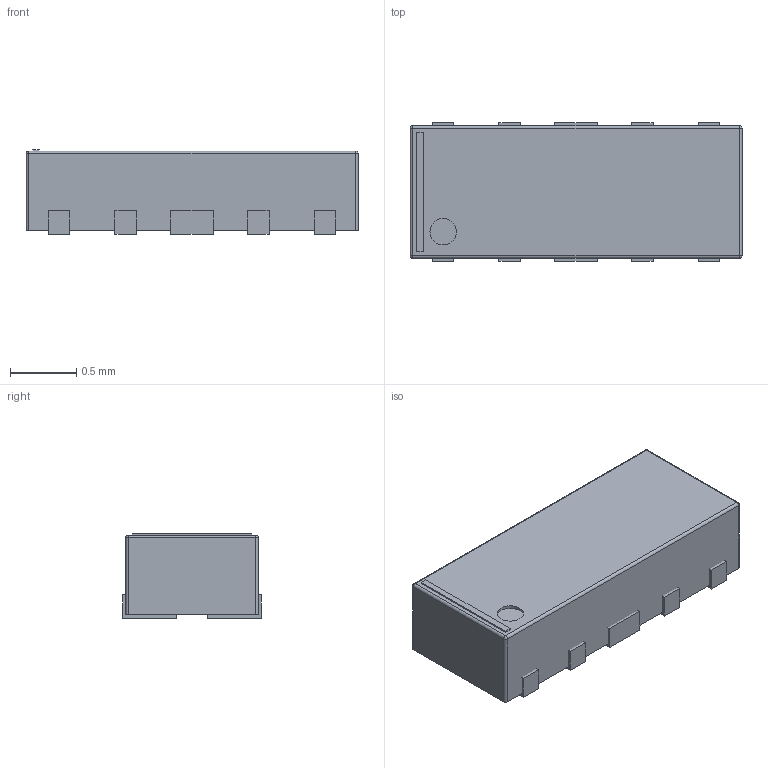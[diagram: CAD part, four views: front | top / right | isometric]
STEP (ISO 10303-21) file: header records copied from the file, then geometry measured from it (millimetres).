
FILE_DESCRIPTION(/* description */ (''),/* implementation_level */ '2;1');
FILE_NAME(/* name */ 'SP1004U-ULC-04UTG v6.step',/* time_stamp */ '2023-02-07T14:35:11+03:00',/* author */ (''),/* organization */ (''),/* preprocessor_version */ 'ST-DEVELOPER v19.2',/* originating_system */ 'Autodesk Translation Framework v11.17.0.187',/* authorisation */ '');
FILE_SCHEMA (('AUTOMOTIVE_DESIGN { 1 0 10303 214 3 1 1 }'));
Length unit declared in the file: millimetre
Products named in the file (3): SP1004U-ULC-04UTG; Body; Pins
Assembly tree (2 placements, depth 2):
  SP1004U-ULC-04UTG
    Body
    Pins
Bounding box: 2.5 x 1.04 x 0.64 mm (x, y, z)
Volume: 1.6 mm3; surface area: 12.8 mm2
Topology: 12 solids, 12 shells, 86 faces, 171 edges, 110 vertices
Faces by surface type: plane 73, cylinder 9, sphere 4
Full cylindrical faces by diameter (mm): 0.2 x1
Entity records: 2278 total; most frequent: DIRECTION 373, CARTESIAN_POINT 373, ORIENTED_EDGE 342, EDGE_CURVE 171, LINE 153, VECTOR 153, VERTEX_POINT 110, AXIS2_PLACEMENT_3D 110
